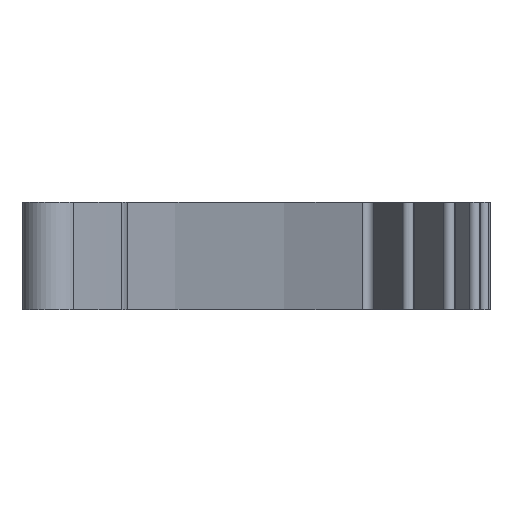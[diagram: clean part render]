
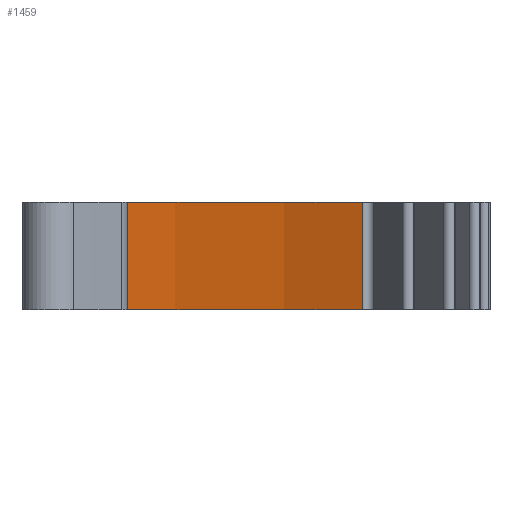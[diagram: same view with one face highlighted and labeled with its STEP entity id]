
A CAD part, left-side view. The second image highlights one B-rep face of the part: STEP entity #1459.
In plain terms, the highlighted cylindrical face has radius 110 mm (diameter 220 mm), a partial arc.
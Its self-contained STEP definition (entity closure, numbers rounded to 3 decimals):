
#101=FACE_OUTER_BOUND('',#177,.T.);
#177=EDGE_LOOP('',(#1289,#1290,#1291,#1292));
#264=CIRCLE('',#1618,110.);
#287=CIRCLE('',#1642,110.);
#302=LINE('',#2182,#420);
#402=LINE('',#2576,#520);
#420=VECTOR('',#1700,10.);
#520=VECTOR('',#2116,10.);
#541=VERTEX_POINT('',#2179);
#542=VERTEX_POINT('',#2181);
#666=VERTEX_POINT('',#2517);
#672=VERTEX_POINT('',#2550);
#691=EDGE_CURVE('',#542,#541,#302,.T.);
#856=EDGE_CURVE('',#666,#541,#264,.T.);
#881=EDGE_CURVE('',#672,#542,#287,.T.);
#890=EDGE_CURVE('',#672,#666,#402,.T.);
#1289=ORIENTED_EDGE('',*,*,#691,.T.);
#1290=ORIENTED_EDGE('',*,*,#856,.F.);
#1291=ORIENTED_EDGE('',*,*,#890,.F.);
#1292=ORIENTED_EDGE('',*,*,#881,.T.);
#1385=CYLINDRICAL_SURFACE('',#1659,110.);
#1459=ADVANCED_FACE('',(#101),#1385,.T.);
#1618=AXIS2_PLACEMENT_3D('',#2519,#2029,#2030);
#1642=AXIS2_PLACEMENT_3D('',#2551,#2079,#2080);
#1659=AXIS2_PLACEMENT_3D('',#2575,#2114,#2115);
#1700=DIRECTION('',(0.,0.,1.));
#2029=DIRECTION('center_axis',(0.,0.,1.));
#2030=DIRECTION('ref_axis',(-0.636,-0.771,0.));
#2079=DIRECTION('center_axis',(0.,0.,1.));
#2080=DIRECTION('ref_axis',(-0.636,-0.771,0.));
#2114=DIRECTION('center_axis',(0.,0.,1.));
#2115=DIRECTION('ref_axis',(-0.636,-0.771,0.));
#2116=DIRECTION('',(0.,0.,1.));
#2179=CARTESIAN_POINT('',(-29.357,3.99,7.));
#2181=CARTESIAN_POINT('',(-29.357,3.99,0.));
#2182=CARTESIAN_POINT('',(-29.357,3.99,0.));
#2517=CARTESIAN_POINT('',(-70.,25.147,7.));
#2519=CARTESIAN_POINT('Origin',(0.,110.,7.));
#2550=CARTESIAN_POINT('',(-70.,25.147,0.));
#2551=CARTESIAN_POINT('Origin',(0.,110.,0.));
#2575=CARTESIAN_POINT('Origin',(0.,110.,0.));
#2576=CARTESIAN_POINT('',(-70.,25.147,0.));
